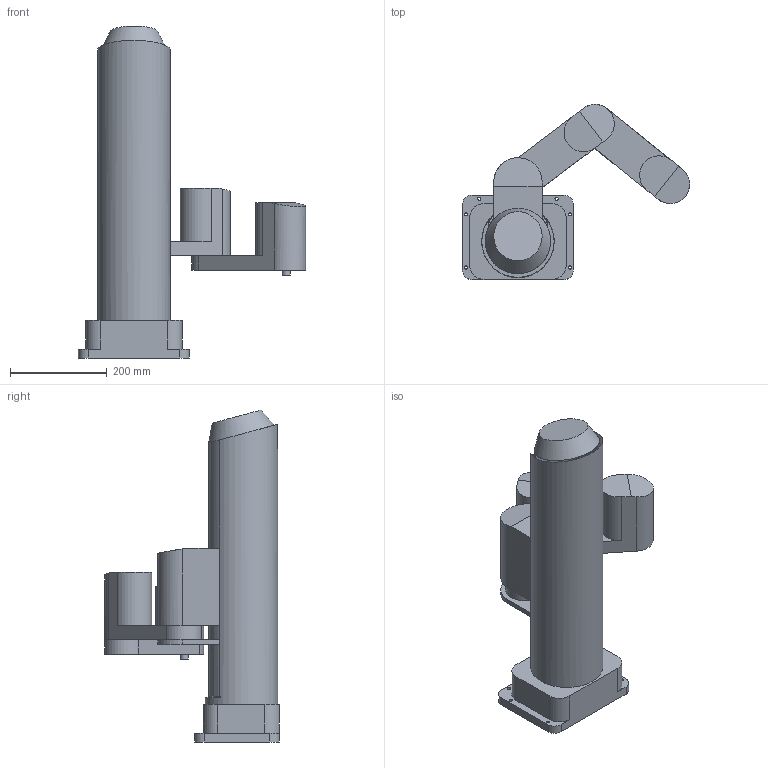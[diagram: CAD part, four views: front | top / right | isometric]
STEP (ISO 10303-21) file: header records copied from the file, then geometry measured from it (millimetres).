
FILE_DESCRIPTION((''),'2;1');
FILE_NAME('SCARA M1.stp','2019-05-20T10:22:36',('Administrator'),(''),'Autodesk Inventor 2011','Autodesk Inventor 2011','');
FILE_SCHEMA(('AUTOMOTIVE_DESIGN { 1 0 10303 214 1 1 1 1 }'));
Length unit declared in the file: millimetre
Products named in the file (5): SCARA M1; THAN M1; CANH TAY 1; CANH TAY 2; CANH TAY 3
Assembly tree (4 placements, depth 2):
  SCARA M1
    THAN M1
    CANH TAY 1
    CANH TAY 2
    CANH TAY 3
Bounding box: 470.52 x 362.33 x 687.73 mm (x, y, z)
Volume: 16894838.7 mm3; surface area: 731947.4 mm2
Topology: 4 solids, 4 shells, 72 faces, 182 edges, 122 vertices
Faces by surface type: plane 37, cylinder 30, bspline 3, torus 2
Full cylindrical faces by diameter (mm): 6.5 x6, 16 x1, 20 x1, 150 x1
Entity records: 2873 total; most frequent: CARTESIAN_POINT 1014, DIRECTION 371, ORIENTED_EDGE 332, EDGE_CURVE 166, AXIS2_PLACEMENT_3D 140, VERTEX_POINT 115, EDGE_LOOP 97, VECTOR 91
